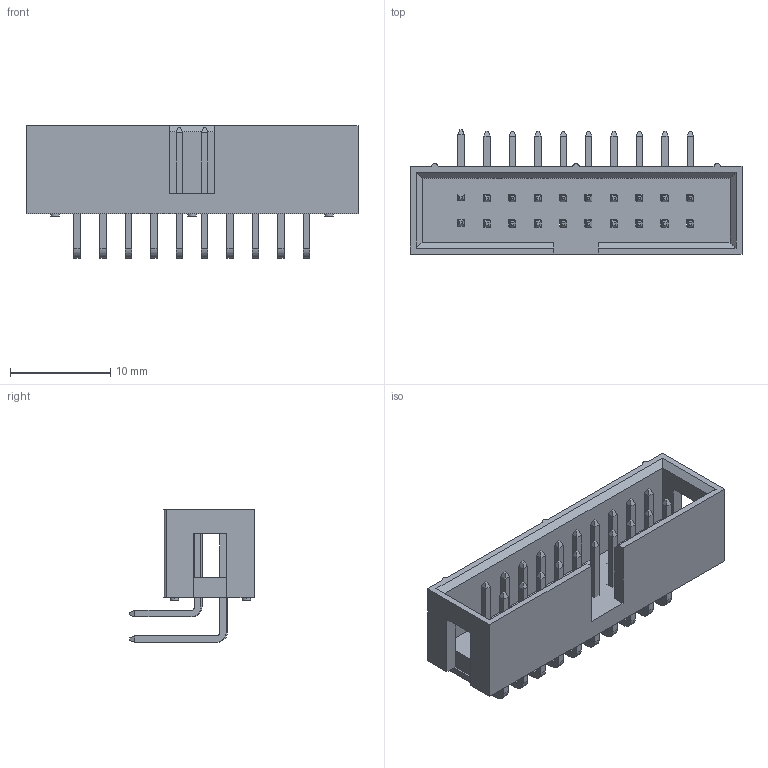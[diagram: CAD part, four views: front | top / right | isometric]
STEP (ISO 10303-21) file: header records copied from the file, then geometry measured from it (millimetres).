
FILE_DESCRIPTION(('STEP AP214'),'1');
FILE_NAME('612020235221.stp','2018-02-20T05:10:04',('TraceParts'),('TraceParts S.A.'),'Spatial InterOp 3D',' ',' ');
FILE_SCHEMA(('automotive_design'));
Length unit declared in the file: millimetre
Products named in the file (21): 612020235221_1; 612020235221_2; 612020235221_3; 612020235221_4; 612020235221_5; 612020235221_6; 612020235221_7; 612020235221_8; 612020235221_9; 612020235221_10; 612020235221_11; 612020235221_12; 612020235221_13; 612020235221_14; 612020235221_15; 612020235221_16; 612020235221_17; 612020235221_18; 612020235221_19; 612020235221_20; 612020235221_21
Bounding box: 33.2 x 12.45 x 13.26 mm (x, y, z)
Volume: 1261.5 mm3; surface area: 2795.5 mm2
Topology: 21 solids, 21 shells, 571 faces, 1333 edges, 806 vertices
Faces by surface type: plane 516, cylinder 55
Entity records: 20685 total; most frequent: CARTESIAN_POINT 2731, ORIENTED_EDGE 2666, DIRECTION 2627, EDGE_CURVE 1333, LINE 1223, VECTOR 1223, VERTEX_POINT 806, AXIS2_PLACEMENT_3D 702
